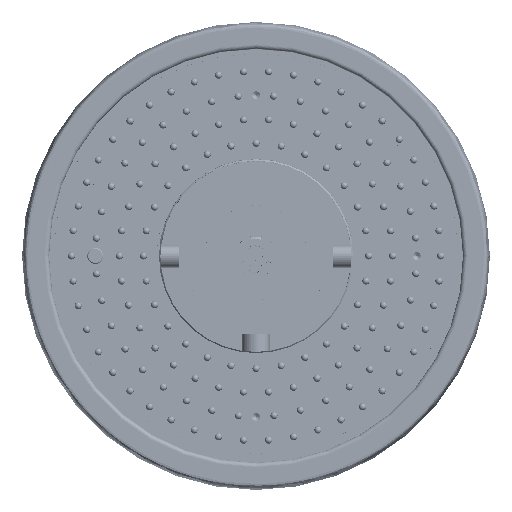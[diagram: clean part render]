
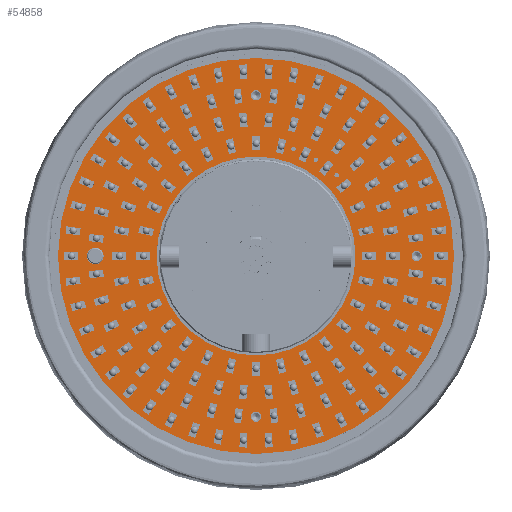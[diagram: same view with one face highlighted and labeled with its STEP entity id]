
A CAD part, top view. The second image highlights one B-rep face of the part: STEP entity #54858.
In plain terms, the highlighted face is planar.
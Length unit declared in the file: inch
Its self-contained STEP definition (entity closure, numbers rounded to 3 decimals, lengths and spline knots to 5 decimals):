
#54475=CARTESIAN_POINT('',(-2.01802,1.5,0.));
#54476=DIRECTION('',(0.,0.,1.));
#54477=DIRECTION('',(1.,0.,0.));
#54478=AXIS2_PLACEMENT_3D('',#54475,#54476,#54477);
#54480=CARTESIAN_POINT('',(-2.01802,1.5,0.));
#54481=DIRECTION('',(0.,0.,1.));
#54482=DIRECTION('',(-1.,0.,0.));
#54483=AXIS2_PLACEMENT_3D('',#54480,#54481,#54482);
#54485=CARTESIAN_POINT('',(-2.01802,1.5,0.));
#54486=DIRECTION('',(0.,0.,-1.));
#54487=DIRECTION('',(1.,0.,0.));
#54488=AXIS2_PLACEMENT_3D('',#54485,#54486,#54487);
#54490=CARTESIAN_POINT('',(-2.01802,1.5,0.));
#54491=DIRECTION('',(0.,0.,-1.));
#54492=DIRECTION('',(-1.,0.,0.));
#54493=AXIS2_PLACEMENT_3D('',#54490,#54491,#54492);
#54495=CARTESIAN_POINT('',(-2.01802,2.906,0.));
#54496=DIRECTION('',(0.,0.,-1.));
#54497=DIRECTION('',(-1.,0.,0.));
#54498=AXIS2_PLACEMENT_3D('',#54495,#54496,#54497);
#54500=CARTESIAN_POINT('',(-2.01802,2.906,0.));
#54501=DIRECTION('',(0.,0.,-1.));
#54502=DIRECTION('',(1.,0.,0.));
#54503=AXIS2_PLACEMENT_3D('',#54500,#54501,#54502);
#54505=CARTESIAN_POINT('',(-3.42402,1.5,0.));
#54506=DIRECTION('',(0.,0.,-1.));
#54507=DIRECTION('',(0.,-1.,0.));
#54508=AXIS2_PLACEMENT_3D('',#54505,#54506,#54507);
#54510=CARTESIAN_POINT('',(-3.42402,1.5,0.));
#54511=DIRECTION('',(0.,0.,-1.));
#54512=DIRECTION('',(0.,1.,0.));
#54513=AXIS2_PLACEMENT_3D('',#54510,#54511,#54512);
#54515=CARTESIAN_POINT('',(-2.01802,0.094,0.));
#54516=DIRECTION('',(0.,0.,-1.));
#54517=DIRECTION('',(1.,0.,0.));
#54518=AXIS2_PLACEMENT_3D('',#54515,#54516,#54517);
#54520=CARTESIAN_POINT('',(-2.01802,0.094,0.));
#54521=DIRECTION('',(0.,0.,-1.));
#54522=DIRECTION('',(-1.,0.,0.));
#54523=AXIS2_PLACEMENT_3D('',#54520,#54521,#54522);
#54525=CARTESIAN_POINT('',(-0.61202,1.5,0.));
#54526=DIRECTION('',(0.,0.,-1.));
#54527=DIRECTION('',(0.,1.,0.));
#54528=AXIS2_PLACEMENT_3D('',#54525,#54526,#54527);
#54530=CARTESIAN_POINT('',(-0.61202,1.5,0.));
#54531=DIRECTION('',(0.,0.,-1.));
#54532=DIRECTION('',(0.,-1.,0.));
#54533=AXIS2_PLACEMENT_3D('',#54530,#54531,#54532);
#54535=CARTESIAN_POINT('',(-1.691,0.562,0.));
#54536=DIRECTION('',(0.,0.,1.));
#54537=DIRECTION('',(1.,0.,0.));
#54538=AXIS2_PLACEMENT_3D('',#54535,#54536,#54537);
#54540=CARTESIAN_POINT('',(-1.691,0.562,0.));
#54541=DIRECTION('',(0.,0.,1.));
#54542=DIRECTION('',(-1.,0.,0.));
#54543=AXIS2_PLACEMENT_3D('',#54540,#54541,#54542);
#54545=CARTESIAN_POINT('',(-1.495,0.658,0.));
#54546=DIRECTION('',(0.,0.,1.));
#54547=DIRECTION('',(1.,0.,0.));
#54548=AXIS2_PLACEMENT_3D('',#54545,#54546,#54547);
#54550=CARTESIAN_POINT('',(-1.495,0.658,0.));
#54551=DIRECTION('',(0.,0.,1.));
#54552=DIRECTION('',(-1.,0.,0.));
#54553=AXIS2_PLACEMENT_3D('',#54550,#54551,#54552);
#54555=CARTESIAN_POINT('',(-1.312,0.793,0.));
#54556=DIRECTION('',(0.,0.,1.));
#54557=DIRECTION('',(1.,0.,0.));
#54558=AXIS2_PLACEMENT_3D('',#54555,#54556,#54557);
#54560=CARTESIAN_POINT('',(-1.312,0.793,0.));
#54561=DIRECTION('',(0.,0.,1.));
#54562=DIRECTION('',(-1.,0.,0.));
#54563=AXIS2_PLACEMENT_3D('',#54560,#54561,#54562);
#54727=CARTESIAN_POINT('',(-0.28552,1.5,0.));
#54728=CARTESIAN_POINT('',(-3.75052,1.5,0.));
#54729=VERTEX_POINT('',#54727);
#54730=VERTEX_POINT('',#54728);
#54731=CARTESIAN_POINT('',(-1.14802,1.5,0.));
#54732=CARTESIAN_POINT('',(-2.88802,1.5,0.));
#54733=VERTEX_POINT('',#54731);
#54734=VERTEX_POINT('',#54732);
#54743=CARTESIAN_POINT('',(-2.06302,2.906,0.));
#54744=CARTESIAN_POINT('',(-1.97302,2.906,0.));
#54745=VERTEX_POINT('',#54743);
#54746=VERTEX_POINT('',#54744);
#54751=CARTESIAN_POINT('',(-3.42402,1.455,0.));
#54752=CARTESIAN_POINT('',(-3.42402,1.545,0.));
#54753=VERTEX_POINT('',#54751);
#54754=VERTEX_POINT('',#54752);
#54759=CARTESIAN_POINT('',(-1.97302,0.094,0.));
#54760=CARTESIAN_POINT('',(-2.06302,0.094,0.));
#54761=VERTEX_POINT('',#54759);
#54762=VERTEX_POINT('',#54760);
#54767=CARTESIAN_POINT('',(-0.61202,1.545,0.));
#54768=CARTESIAN_POINT('',(-0.61202,1.455,0.));
#54769=VERTEX_POINT('',#54767);
#54770=VERTEX_POINT('',#54768);
#54775=CARTESIAN_POINT('',(-1.671,0.562,0.));
#54776=CARTESIAN_POINT('',(-1.711,0.562,0.));
#54777=VERTEX_POINT('',#54775);
#54778=VERTEX_POINT('',#54776);
#54779=CARTESIAN_POINT('',(-1.475,0.658,0.));
#54780=CARTESIAN_POINT('',(-1.515,0.658,0.));
#54781=VERTEX_POINT('',#54779);
#54782=VERTEX_POINT('',#54780);
#54783=CARTESIAN_POINT('',(-1.292,0.793,0.));
#54784=CARTESIAN_POINT('',(-1.332,0.793,0.));
#54785=VERTEX_POINT('',#54783);
#54786=VERTEX_POINT('',#54784);
#54799=CARTESIAN_POINT('',(0.,0.,0.));
#54800=DIRECTION('',(0.,0.,1.));
#54801=DIRECTION('',(1.,0.,0.));
#54802=AXIS2_PLACEMENT_3D('',#54799,#54800,#54801);
#54803=PLANE('',#54802);
#54805=ORIENTED_EDGE('',*,*,#54804,.T.);
#54807=ORIENTED_EDGE('',*,*,#54806,.T.);
#54808=EDGE_LOOP('',(#54805,#54807));
#54809=FACE_OUTER_BOUND('',#54808,.F.);
#54811=ORIENTED_EDGE('',*,*,#54810,.T.);
#54813=ORIENTED_EDGE('',*,*,#54812,.T.);
#54814=EDGE_LOOP('',(#54811,#54813));
#54815=FACE_BOUND('',#54814,.F.);
#54817=ORIENTED_EDGE('',*,*,#54816,.T.);
#54819=ORIENTED_EDGE('',*,*,#54818,.T.);
#54820=EDGE_LOOP('',(#54817,#54819));
#54821=FACE_BOUND('',#54820,.F.);
#54823=ORIENTED_EDGE('',*,*,#54822,.T.);
#54825=ORIENTED_EDGE('',*,*,#54824,.T.);
#54826=EDGE_LOOP('',(#54823,#54825));
#54827=FACE_BOUND('',#54826,.F.);
#54829=ORIENTED_EDGE('',*,*,#54828,.T.);
#54831=ORIENTED_EDGE('',*,*,#54830,.T.);
#54832=EDGE_LOOP('',(#54829,#54831));
#54833=FACE_BOUND('',#54832,.F.);
#54835=ORIENTED_EDGE('',*,*,#54834,.T.);
#54837=ORIENTED_EDGE('',*,*,#54836,.T.);
#54838=EDGE_LOOP('',(#54835,#54837));
#54839=FACE_BOUND('',#54838,.F.);
#54841=ORIENTED_EDGE('',*,*,#54840,.F.);
#54843=ORIENTED_EDGE('',*,*,#54842,.F.);
#54844=EDGE_LOOP('',(#54841,#54843));
#54845=FACE_BOUND('',#54844,.F.);
#54847=ORIENTED_EDGE('',*,*,#54846,.F.);
#54849=ORIENTED_EDGE('',*,*,#54848,.F.);
#54850=EDGE_LOOP('',(#54847,#54849));
#54851=FACE_BOUND('',#54850,.F.);
#54853=ORIENTED_EDGE('',*,*,#54852,.F.);
#54855=ORIENTED_EDGE('',*,*,#54854,.F.);
#54856=EDGE_LOOP('',(#54853,#54855));
#54857=FACE_BOUND('',#54856,.F.);
#54858=ADVANCED_FACE('',(#54809,#54815,#54821,#54827,#54833,#54839,#54845,
#54851,#54857),#54803,.F.);
#54479=CIRCLE('',#54478,1.7325);
#54484=CIRCLE('',#54483,1.7325);
#54489=CIRCLE('',#54488,0.87);
#54494=CIRCLE('',#54493,0.87);
#54499=CIRCLE('',#54498,0.045);
#54504=CIRCLE('',#54503,0.045);
#54509=CIRCLE('',#54508,0.045);
#54514=CIRCLE('',#54513,0.045);
#54519=CIRCLE('',#54518,0.045);
#54524=CIRCLE('',#54523,0.045);
#54529=CIRCLE('',#54528,0.045);
#54534=CIRCLE('',#54533,0.045);
#54539=CIRCLE('',#54538,0.02);
#54544=CIRCLE('',#54543,0.02);
#54549=CIRCLE('',#54548,0.02);
#54554=CIRCLE('',#54553,0.02);
#54559=CIRCLE('',#54558,0.02);
#54564=CIRCLE('',#54563,0.02);
#54804=EDGE_CURVE('',#54729,#54730,#54479,.T.);
#54806=EDGE_CURVE('',#54730,#54729,#54484,.T.);
#54810=EDGE_CURVE('',#54733,#54734,#54489,.T.);
#54812=EDGE_CURVE('',#54734,#54733,#54494,.T.);
#54816=EDGE_CURVE('',#54745,#54746,#54499,.T.);
#54818=EDGE_CURVE('',#54746,#54745,#54504,.T.);
#54822=EDGE_CURVE('',#54753,#54754,#54509,.T.);
#54824=EDGE_CURVE('',#54754,#54753,#54514,.T.);
#54828=EDGE_CURVE('',#54761,#54762,#54519,.T.);
#54830=EDGE_CURVE('',#54762,#54761,#54524,.T.);
#54834=EDGE_CURVE('',#54769,#54770,#54529,.T.);
#54836=EDGE_CURVE('',#54770,#54769,#54534,.T.);
#54840=EDGE_CURVE('',#54777,#54778,#54539,.T.);
#54842=EDGE_CURVE('',#54778,#54777,#54544,.T.);
#54846=EDGE_CURVE('',#54781,#54782,#54549,.T.);
#54848=EDGE_CURVE('',#54782,#54781,#54554,.T.);
#54852=EDGE_CURVE('',#54785,#54786,#54559,.T.);
#54854=EDGE_CURVE('',#54786,#54785,#54564,.T.);
